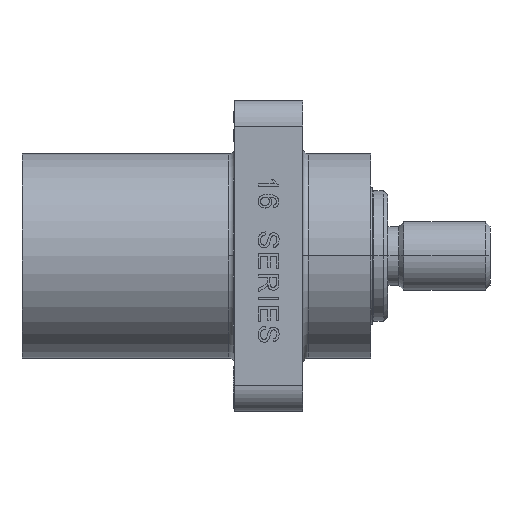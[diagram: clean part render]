
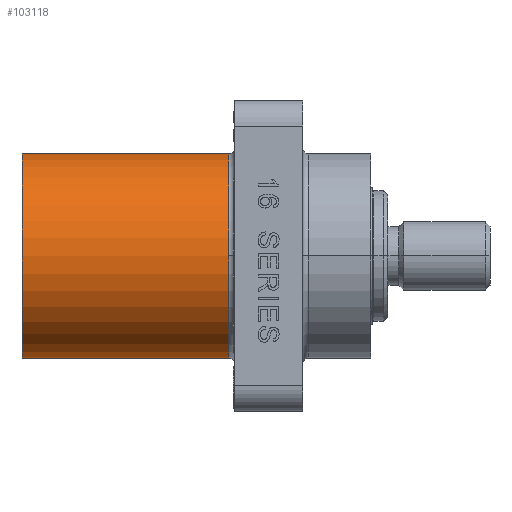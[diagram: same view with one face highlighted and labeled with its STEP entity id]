
A CAD part, top view. The second image highlights one B-rep face of the part: STEP entity #103118.
In plain terms, the highlighted cylindrical face has radius 19.05 mm (diameter 38.1 mm), a partial arc.
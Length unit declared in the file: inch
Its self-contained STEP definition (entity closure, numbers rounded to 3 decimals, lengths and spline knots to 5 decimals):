
#377 = EDGE_CURVE ( 'NONE', #66543, #441, #50941, .T. ) ;
#441 = VERTEX_POINT ( 'NONE', #34069 ) ;
#952 = VECTOR ( 'NONE', #74284, 39.37008 ) ;
#4192 = CARTESIAN_POINT ( 'NONE',  ( -2.12337, 0.94415, -0.18197 ) ) ;
#8056 = DIRECTION ( 'NONE',  ( 0., 0., -1. ) ) ;
#9987 = LINE ( 'NONE', #27493, #75176 ) ;
#11898 = DIRECTION ( 'NONE',  ( -1., 0., 0. ) ) ;
#13769 = LINE ( 'NONE', #4192, #952 ) ;
#13867 = CARTESIAN_POINT ( 'NONE',  ( -0.60337, 0.19415, 0.56803 ) ) ;
#16050 = DIRECTION ( 'NONE',  ( 0., -1., 0. ) ) ;
#18090 = EDGE_CURVE ( 'NONE', #75689, #441, #13769, .T. ) ;
#25007 = AXIS2_PLACEMENT_3D ( 'NONE', #34187, #25734, #102739 ) ;
#25734 = DIRECTION ( 'NONE',  ( -1., 0., 0. ) ) ;
#27435 = CARTESIAN_POINT ( 'NONE',  ( -0.60337, 0.94415, -0.18197 ) ) ;
#27493 = CARTESIAN_POINT ( 'NONE',  ( -2.12337, -0.55585, -0.18197 ) ) ;
#34069 = CARTESIAN_POINT ( 'NONE',  ( -2.12337, 0.94415, -0.18197 ) ) ;
#34187 = CARTESIAN_POINT ( 'NONE',  ( -0.60337, 0.19415, -0.18197 ) ) ;
#40365 = ORIENTED_EDGE ( 'NONE', *, *, #43161, .T. ) ;
#40737 = ORIENTED_EDGE ( 'NONE', *, *, #18090, .T. ) ;
#43161 = EDGE_CURVE ( 'NONE', #104930, #75689, #96001, .T. ) ;
#45722 = EDGE_LOOP ( 'NONE', ( #55508, #40365, #40737, #109200, #56604 ) ) ;
#46383 = FACE_OUTER_BOUND ( 'NONE', #45722, .T. ) ;
#48077 = CARTESIAN_POINT ( 'NONE',  ( -2.12337, 0.19415, -0.18197 ) ) ;
#50941 = CIRCLE ( 'NONE', #65423, 0.75 ) ;
#55508 = ORIENTED_EDGE ( 'NONE', *, *, #65850, .T. ) ;
#56604 = ORIENTED_EDGE ( 'NONE', *, *, #91711, .F. ) ;
#65245 = CARTESIAN_POINT ( 'NONE',  ( -0.60337, -0.55585, -0.18197 ) ) ;
#65423 = AXIS2_PLACEMENT_3D ( 'NONE', #68637, #68085, #16050 ) ;
#65850 = EDGE_CURVE ( 'NONE', #67360, #104930, #91831, .T. ) ;
#66090 = AXIS2_PLACEMENT_3D ( 'NONE', #48077, #11898, #100093 ) ;
#66543 = VERTEX_POINT ( 'NONE', #110108 ) ;
#67360 = VERTEX_POINT ( 'NONE', #65245 ) ;
#68085 = DIRECTION ( 'NONE',  ( -1., 0., 0. ) ) ;
#68539 = CARTESIAN_POINT ( 'NONE',  ( -0.60337, 0.19415, -0.18197 ) ) ;
#68637 = CARTESIAN_POINT ( 'NONE',  ( -2.12337, 0.19415, -0.18197 ) ) ;
#74284 = DIRECTION ( 'NONE',  ( -1., 0., 0. ) ) ;
#75176 = VECTOR ( 'NONE', #78964, 39.37008 ) ;
#75689 = VERTEX_POINT ( 'NONE', #27435 ) ;
#76162 = AXIS2_PLACEMENT_3D ( 'NONE', #68539, #111527, #8056 ) ;
#78964 = DIRECTION ( 'NONE',  ( -1., 0., 0. ) ) ;
#89356 = CYLINDRICAL_SURFACE ( 'NONE', #66090, 0.75 ) ;
#91711 = EDGE_CURVE ( 'NONE', #67360, #66543, #9987, .T. ) ;
#91831 = CIRCLE ( 'NONE', #25007, 0.75 ) ;
#96001 = CIRCLE ( 'NONE', #76162, 0.75 ) ;
#100093 = DIRECTION ( 'NONE',  ( 0., -1., 0. ) ) ;
#102739 = DIRECTION ( 'NONE',  ( 0., 0., -1. ) ) ;
#103118 = ADVANCED_FACE ( 'NONE', ( #46383 ), #89356, .T. ) ;
#104930 = VERTEX_POINT ( 'NONE', #13867 ) ;
#109200 = ORIENTED_EDGE ( 'NONE', *, *, #377, .F. ) ;
#110108 = CARTESIAN_POINT ( 'NONE',  ( -2.12337, -0.55585, -0.18197 ) ) ;
#111527 = DIRECTION ( 'NONE',  ( -1., 0., 0. ) ) ;
